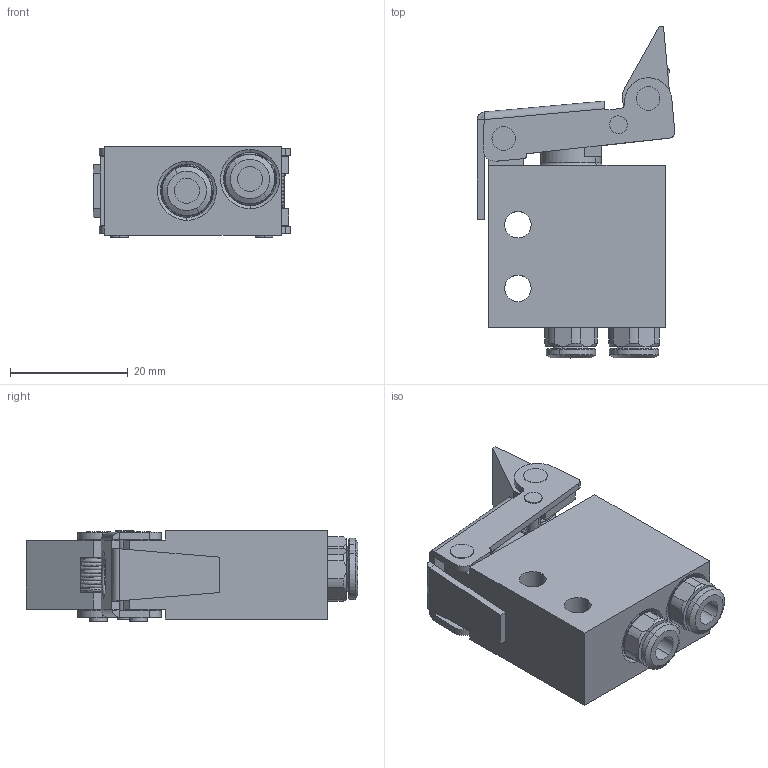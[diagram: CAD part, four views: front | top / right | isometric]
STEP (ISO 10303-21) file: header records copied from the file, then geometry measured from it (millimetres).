
FILE_DESCRIPTION (( 'STEP AP214' ), '1' );
FILE_NAME ('08_117_4.STEP', '2016-07-27T10:26:54', ( '' ), ( '' ), 'SwSTEP 2.0', 'SolidWorks 2016', '' );
FILE_SCHEMA (( 'AUTOMOTIVE_DESIGN' ));
Length unit declared in the file: millimetre
Products named in the file (1): 08_117_4
Bounding box: 33.51 x 56.3 x 15.4 mm (x, y, z)
Volume: 16132.6 mm3; surface area: 9266.8 mm2
Topology: 10 solids, 10 shells, 341 faces, 828 edges, 515 vertices
Faces by surface type: plane 126, cylinder 92, cone 68, torus 30, bspline 21, sphere 4
Entity records: 16171 total; most frequent: CARTESIAN_POINT 7462, DIRECTION 1737, ORIENTED_EDGE 1634, EDGE_CURVE 817, AXIS2_PLACEMENT_3D 688, VERTEX_POINT 512, EDGE_LOOP 369, CIRCLE 367
